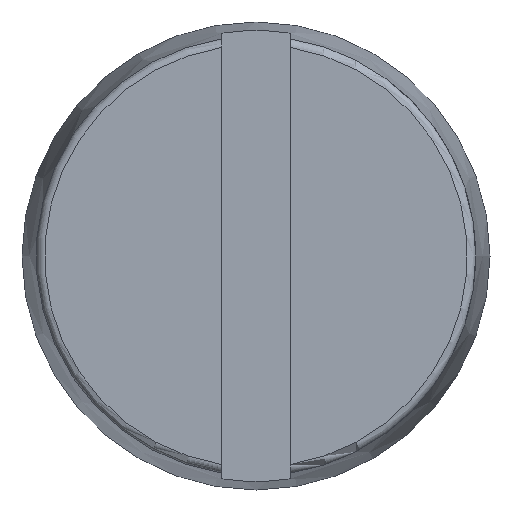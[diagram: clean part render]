
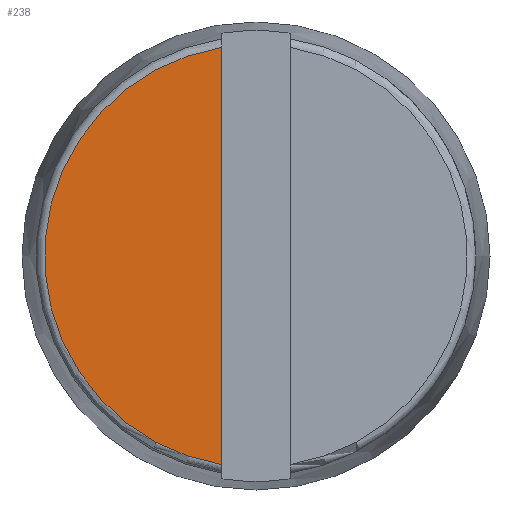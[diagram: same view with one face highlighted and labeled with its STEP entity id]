
A CAD part, left-side view. The second image highlights one B-rep face of the part: STEP entity #238.
In plain terms, the highlighted planar face has unit normal (-1, 0, 0).
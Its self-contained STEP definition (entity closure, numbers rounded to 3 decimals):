
#30=PLANE('',#279);
#41=FACE_OUTER_BOUND('',#55,.T.);
#55=EDGE_LOOP('',(#187,#188));
#68=LINE('',#442,#77);
#77=VECTOR('',#324,10.);
#89=CIRCLE('',#280,2.483);
#113=VERTEX_POINT('',#430);
#114=VERTEX_POINT('',#441);
#139=EDGE_CURVE('',#114,#113,#68,.T.);
#145=EDGE_CURVE('',#114,#113,#89,.T.);
#187=ORIENTED_EDGE('',*,*,#139,.T.);
#188=ORIENTED_EDGE('',*,*,#145,.F.);
#238=ADVANCED_FACE('',(#41),#30,.T.);
#279=AXIS2_PLACEMENT_3D('',#462,#332,#333);
#280=AXIS2_PLACEMENT_3D('',#463,#334,#335);
#324=DIRECTION('',(0.,0.,1.));
#332=DIRECTION('center_axis',(-1.,0.,0.));
#333=DIRECTION('ref_axis',(0.,0.,1.));
#334=DIRECTION('center_axis',(1.,0.,0.));
#335=DIRECTION('ref_axis',(0.,-1.,0.));
#430=CARTESIAN_POINT('',(-2.,0.4,2.451));
#441=CARTESIAN_POINT('',(-2.,0.4,-2.451));
#442=CARTESIAN_POINT('',(-2.,0.4,0.));
#462=CARTESIAN_POINT('Origin',(-2.,1.288,0.));
#463=CARTESIAN_POINT('Origin',(-2.,0.,0.));
